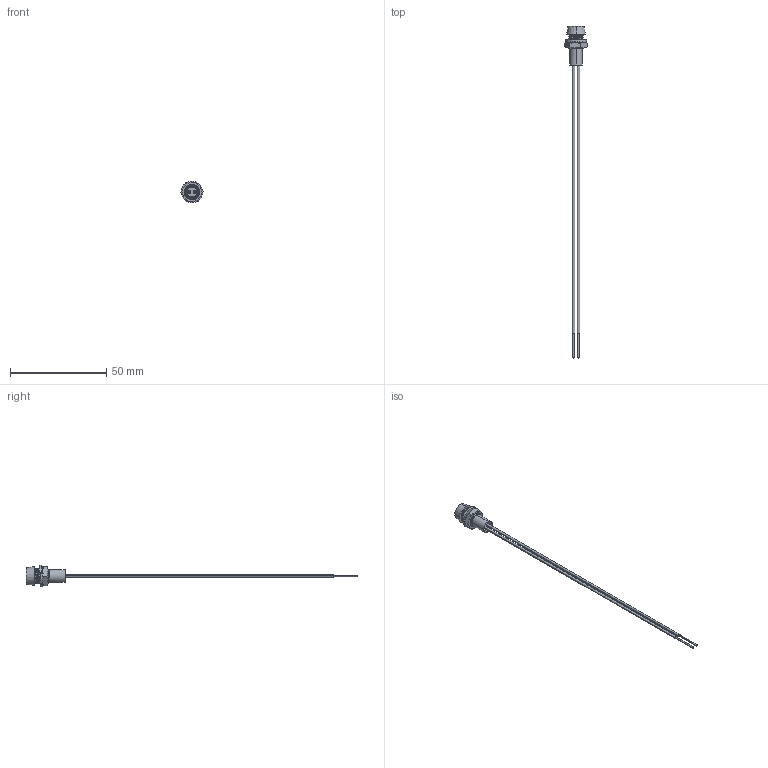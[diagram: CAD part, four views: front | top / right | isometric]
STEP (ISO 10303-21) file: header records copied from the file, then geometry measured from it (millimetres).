
FILE_DESCRIPTION (( 'STEP AP203' ), '1' );
FILE_NAME ('PMRL200W Series.STEP', '2021-12-01T19:29:33', ( '' ), ( '' ), 'SwSTEP 2.0', 'SolidWorks 2021', '' );
FILE_SCHEMA (( 'CONFIG_CONTROL_DESIGN' ));
Length unit declared in the file: millimetre
Products named in the file (6): PMRL200W Series; 200-NWB_TRIM FOR 905 NO LENS SERIES; M8 X 0.75 THREAD_94223A102; WASHER; PMRL200; wires^PMRL200W Series
Assembly tree (5 placements, depth 2):
  PMRL200W Series
    PMRL200
    M8 X 0.75 THREAD_94223A102
    WASHER
    200-NWB_TRIM FOR 905 NO LENS SERIES
    wires^PMRL200W Series
Bounding box: 11.52 x 172.7 x 11.17 mm (x, y, z)
Volume: 853.5 mm3; surface area: 4535.9 mm2
Topology: 7 solids, 9 shells, 142 faces, 352 edges, 228 vertices
Faces by surface type: plane 56, cylinder 53, cone 22, bspline 7, sphere 4
Entity records: 6990 total; most frequent: CARTESIAN_POINT 3159, ORIENTED_EDGE 692, DIRECTION 638, EDGE_CURVE 348, AXIS2_PLACEMENT_3D 239, VERTEX_POINT 228, LINE 160, VECTOR 160
